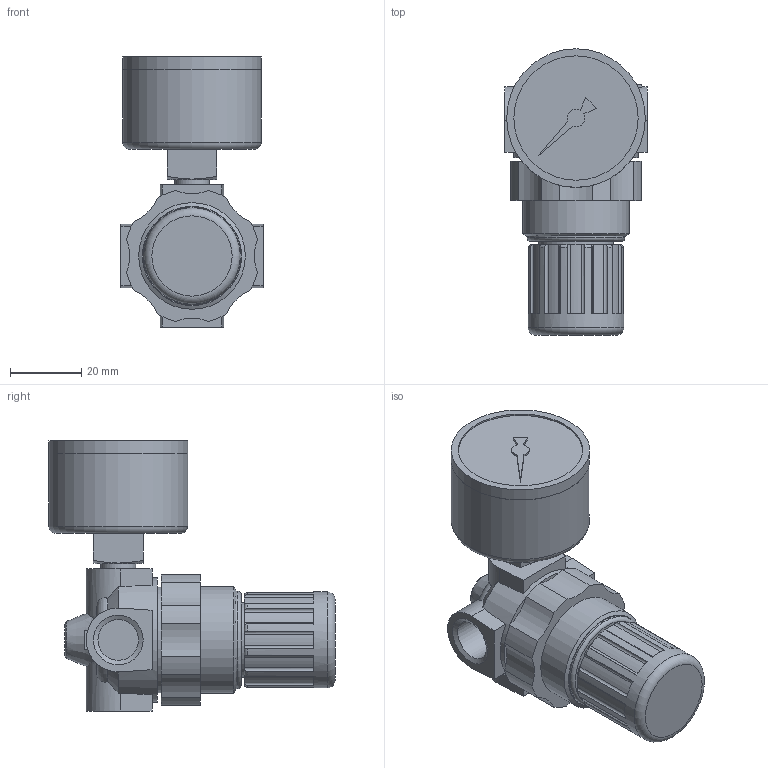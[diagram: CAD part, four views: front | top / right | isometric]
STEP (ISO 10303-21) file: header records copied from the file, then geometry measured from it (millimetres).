
FILE_DESCRIPTION( ( 'STEP AP214' ), ' ' );
FILE_NAME( '9.1501.00.002.0V.stp', '2017-01-20T09:28:56', ( '' ), ( '' ), ' ', 'PARTsolutions', ' ' );
FILE_SCHEMA( ( 'AUTOMOTIVE_DESIGN { 1 0 10303 214 1 1 1 1 }' ) );
Length unit declared in the file: millimetre
Products named in the file (3): 9.1501.00.002.0V; _482.20 A(0G 1/4)_G; _482.20 A_M
Assembly tree (2 placements, depth 2):
  9.1501.00.002.0V
    _482.20 A(0G 1/4)_G
    _482.20 A_M
Bounding box: 40 x 80.5 x 76 mm (x, y, z)
Volume: 85971.6 mm3; surface area: 18271.5 mm2
Topology: 2 solids, 2 shells, 180 faces, 469 edges, 311 vertices
Faces by surface type: plane 80, cylinder 73, cone 18, torus 9
Full cylindrical faces by diameter (mm): 8.566 x1, 9.728 x2, 11.445 x2, 21 x1, 27 x1, 27.5 x1, 29.8 x1, 30 x1, 35 x2, 38.96 x1, 39 x2
Entity records: 7290 total; most frequent: CARTESIAN_POINT 1522, DIRECTION 914, ORIENTED_EDGE 854, EDGE_CURVE 427, AXIS2_PLACEMENT_3D 377, VERTEX_POINT 299, EDGE_LOOP 228, FACE_OUTER_BOUND 200
